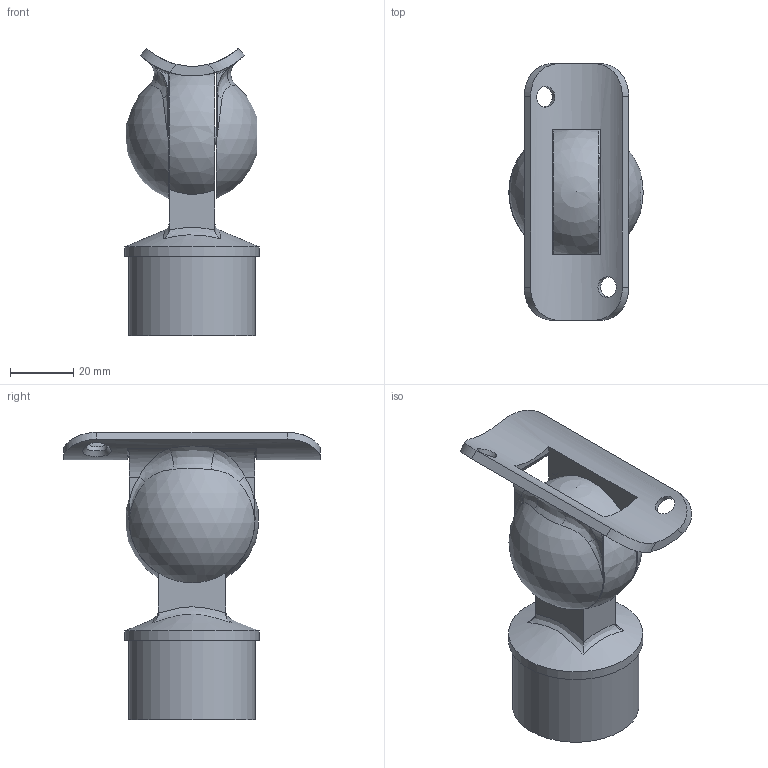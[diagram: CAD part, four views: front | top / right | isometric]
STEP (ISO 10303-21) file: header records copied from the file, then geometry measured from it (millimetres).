
FILE_DESCRIPTION(/* description */ (''),/* implementation_level */ '2;1');
FILE_NAME(/* name */ '1917_Cosch_Edelstahltechnik.stp',/* time_stamp */ '2019-01-12T14:04:00+01:00',/* author */ (''),/* organization */ (''),/* preprocessor_version */ 'ST-DEVELOPER v16',/* originating_system */ 'SIEMENS PLM Software NX 11.0',/* authorisation */ '');
FILE_SCHEMA (('AUTOMOTIVE_DESIGN { 1 0 10303 214 3 1 1 1 }'));
Length unit declared in the file: millimetre
Products named in the file (1): Goge3668951C7r9m
Bounding box: 42.4 x 81 x 90.7 mm (x, y, z)
Volume: 61142.5 mm3; surface area: 25533.6 mm2
Topology: 1 solids, 1 shells, 81 faces, 225 edges, 160 vertices
Faces by surface type: plane 39, cylinder 18, bspline 16, torus 4, sphere 3, cone 1
Full cylindrical faces by diameter (mm): 5.716 x2, 6.5 x2, 11.909 x1, 37 x1, 40 x1, 42.4 x1
Entity records: 4543 total; most frequent: CARTESIAN_POINT 2661, ORIENTED_EDGE 392, DIRECTION 309, EDGE_CURVE 196, VERTEX_POINT 134, AXIS2_PLACEMENT_3D 115, EDGE_LOOP 106, ADVANCED_FACE 81
